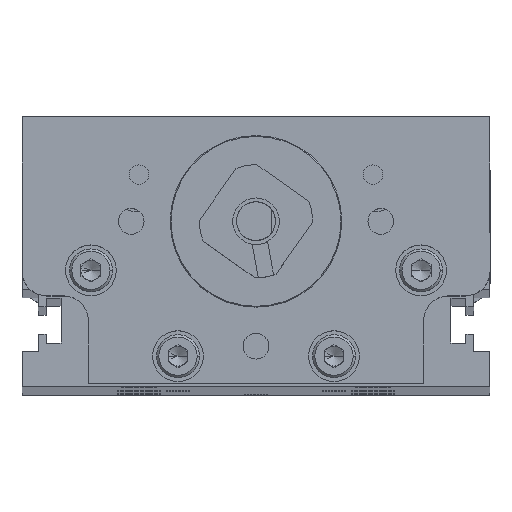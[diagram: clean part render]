
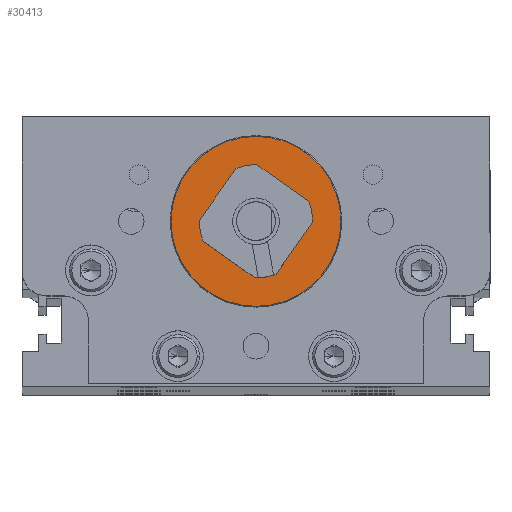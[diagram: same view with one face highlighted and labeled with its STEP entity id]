
A CAD part, top view. The second image highlights one B-rep face of the part: STEP entity #30413.
In plain terms, the highlighted planar face has unit normal (0, 0, 1).
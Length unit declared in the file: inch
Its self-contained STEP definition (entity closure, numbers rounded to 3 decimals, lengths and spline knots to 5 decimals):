
#912 = CARTESIAN_POINT ( 'NONE',  ( 0., 0.83465, 12.26378 ) ) ;
#2713 = CARTESIAN_POINT ( 'NONE',  ( 0., 0.83465, 12.26378 ) ) ;
#2926 = CARTESIAN_POINT ( 'NONE',  ( 0., 0.83465, 12.26378 ) ) ;
#4685 = DIRECTION ( 'NONE',  ( 1., 0., 0. ) ) ;
#4873 = CARTESIAN_POINT ( 'NONE',  ( 0.42907, 0.83465, 12.26378 ) ) ;
#11556 = DIRECTION ( 'NONE',  ( -1., 0., 0. ) ) ;
#11653 = CIRCLE ( 'NONE', #87785, 0.42907 ) ;
#14897 = CARTESIAN_POINT ( 'NONE',  ( 0., 0.83465, 12.26378 ) ) ;
#16033 = AXIS2_PLACEMENT_3D ( 'NONE', #912, #103726, #39796 ) ;
#16182 = EDGE_CURVE ( 'NONE', #67712, #102899, #35150, .T. ) ;
#17748 = AXIS2_PLACEMENT_3D ( 'NONE', #14897, #66029, #4685 ) ;
#19424 = ORIENTED_EDGE ( 'NONE', *, *, #53452, .F. ) ;
#21342 = FACE_BOUND ( 'NONE', #99821, .T. ) ;
#21345 = DIRECTION ( 'NONE',  ( 1., 0., 0. ) ) ;
#30413 = ADVANCED_FACE ( 'NONE', ( #21342, #83986 ), #92867, .T. ) ;
#31570 = DIRECTION ( 'NONE',  ( 0., 0., -1. ) ) ;
#32678 = DIRECTION ( 'NONE',  ( 0., 0., -1. ) ) ;
#35150 = CIRCLE ( 'NONE', #17748, 0.19685 ) ;
#37550 = ORIENTED_EDGE ( 'NONE', *, *, #16182, .T. ) ;
#39796 = DIRECTION ( 'NONE',  ( 1., 0., 0. ) ) ;
#44771 = AXIS2_PLACEMENT_3D ( 'NONE', #56830, #31570, #21345 ) ;
#47124 = DIRECTION ( 'NONE',  ( 0., 0., -1. ) ) ;
#50069 = VERTEX_POINT ( 'NONE', #4873 ) ;
#53452 = EDGE_CURVE ( 'NONE', #50069, #118544, #11653, .T. ) ;
#56830 = CARTESIAN_POINT ( 'NONE',  ( 0., 0.83465, 12.26378 ) ) ;
#62216 = CIRCLE ( 'NONE', #44771, 0.19685 ) ;
#65107 = ORIENTED_EDGE ( 'NONE', *, *, #108162, .F. ) ;
#66029 = DIRECTION ( 'NONE',  ( 0., 0., -1. ) ) ;
#67712 = VERTEX_POINT ( 'NONE', #126371 ) ;
#83986 = FACE_OUTER_BOUND ( 'NONE', #94312, .T. ) ;
#87785 = AXIS2_PLACEMENT_3D ( 'NONE', #2926, #47124, #96197 ) ;
#88877 = EDGE_CURVE ( 'NONE', #102899, #67712, #62216, .T. ) ;
#92867 = PLANE ( 'NONE',  #16033 ) ;
#94312 = EDGE_LOOP ( 'NONE', ( #65107, #19424 ) ) ;
#96197 = DIRECTION ( 'NONE',  ( -1., 0., 0. ) ) ;
#99821 = EDGE_LOOP ( 'NONE', ( #127724, #37550 ) ) ;
#102899 = VERTEX_POINT ( 'NONE', #134402 ) ;
#103726 = DIRECTION ( 'NONE',  ( 0., 0., 1. ) ) ;
#108162 = EDGE_CURVE ( 'NONE', #118544, #50069, #113151, .T. ) ;
#113151 = CIRCLE ( 'NONE', #126241, 0.42907 ) ;
#118544 = VERTEX_POINT ( 'NONE', #129134 ) ;
#126241 = AXIS2_PLACEMENT_3D ( 'NONE', #2713, #32678, #11556 ) ;
#126371 = CARTESIAN_POINT ( 'NONE',  ( -0.19685, 0.83465, 12.26378 ) ) ;
#127724 = ORIENTED_EDGE ( 'NONE', *, *, #88877, .T. ) ;
#129134 = CARTESIAN_POINT ( 'NONE',  ( -0.42907, 0.83465, 12.26378 ) ) ;
#134402 = CARTESIAN_POINT ( 'NONE',  ( 0.19685, 0.83465, 12.26378 ) ) ;
